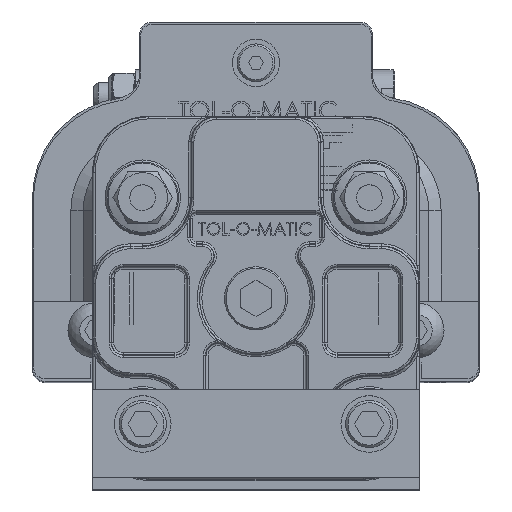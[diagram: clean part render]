
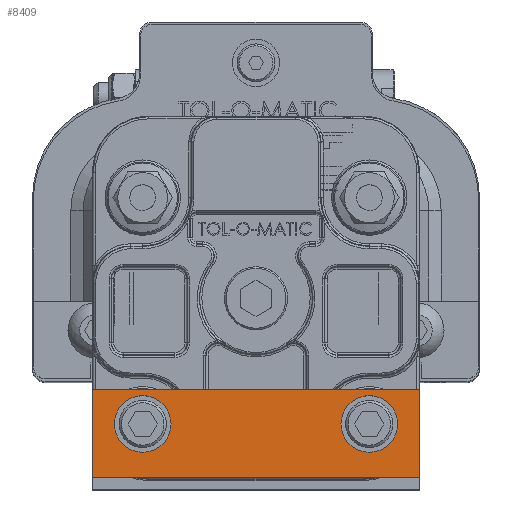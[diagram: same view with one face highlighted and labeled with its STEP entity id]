
A CAD part, top view. The second image highlights one B-rep face of the part: STEP entity #8409.
In plain terms, the highlighted face is planar.
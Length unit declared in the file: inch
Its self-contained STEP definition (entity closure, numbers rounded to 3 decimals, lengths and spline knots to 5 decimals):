
#58 = VERTEX_POINT ( 'NONE', #6531 ) ;
#402 = DIRECTION ( 'NONE',  ( -1., 0., 0. ) ) ;
#614 = CARTESIAN_POINT ( 'NONE',  ( -1.625, -0.531, -1. ) ) ;
#1386 = EDGE_CURVE ( 'NONE', #58, #42031, #17222, .T. ) ;
#3772 = DIRECTION ( 'NONE',  ( 0., 1., 0. ) ) ;
#3906 = DIRECTION ( 'NONE',  ( -1., 0., 0. ) ) ;
#3931 = DIRECTION ( 'NONE',  ( -1., 0., 0. ) ) ;
#4024 = LINE ( 'NONE', #51120, #32682 ) ;
#6505 = EDGE_CURVE ( 'NONE', #28377, #28377, #36866, .T. ) ;
#6531 = CARTESIAN_POINT ( 'NONE',  ( 1.625, -0.531, -1. ) ) ;
#7191 = VERTEX_POINT ( 'NONE', #23718 ) ;
#7277 = ORIENTED_EDGE ( 'NONE', *, *, #52742, .F. ) ;
#7794 = CARTESIAN_POINT ( 'NONE',  ( -1.125, 0., -1. ) ) ;
#8409 = ADVANCED_FACE ( 'NONE', ( #41227, #20327, #37094 ), #9550, .T. ) ;
#8998 = ORIENTED_EDGE ( 'NONE', *, *, #13376, .T. ) ;
#9550 = PLANE ( 'NONE',  #41408 ) ;
#11520 = CARTESIAN_POINT ( 'NONE',  ( -1.625, 0.344, -1. ) ) ;
#11802 = EDGE_LOOP ( 'NONE', ( #27363, #32361, #8998, #49131 ) ) ;
#12184 = CARTESIAN_POINT ( 'NONE',  ( 1.125, 0., -1. ) ) ;
#13376 = EDGE_CURVE ( 'NONE', #42031, #15415, #45607, .T. ) ;
#15415 = VERTEX_POINT ( 'NONE', #11520 ) ;
#16344 = EDGE_LOOP ( 'NONE', ( #21510 ) ) ;
#16613 = DIRECTION ( 'NONE',  ( 0., 0., -1. ) ) ;
#17222 = LINE ( 'NONE', #50813, #27413 ) ;
#19913 = AXIS2_PLACEMENT_3D ( 'NONE', #7794, #16613, #3931 ) ;
#20327 = FACE_BOUND ( 'NONE', #16344, .T. ) ;
#21374 = DIRECTION ( 'NONE',  ( 1., 0., 0. ) ) ;
#21428 = CARTESIAN_POINT ( 'NONE',  ( 1.625, 0.344, -1. ) ) ;
#21510 = ORIENTED_EDGE ( 'NONE', *, *, #6505, .F. ) ;
#23718 = CARTESIAN_POINT ( 'NONE',  ( -1.40625, 0., -1. ) ) ;
#27363 = ORIENTED_EDGE ( 'NONE', *, *, #48533, .T. ) ;
#27413 = VECTOR ( 'NONE', #402, 39.37008 ) ;
#28130 = DIRECTION ( 'NONE',  ( 0., -1., 0. ) ) ;
#28377 = VERTEX_POINT ( 'NONE', #45156 ) ;
#32361 = ORIENTED_EDGE ( 'NONE', *, *, #1386, .T. ) ;
#32469 = AXIS2_PLACEMENT_3D ( 'NONE', #12184, #45470, #3906 ) ;
#32682 = VECTOR ( 'NONE', #21374, 39.37008 ) ;
#34584 = DIRECTION ( 'NONE',  ( 0., 0., -1. ) ) ;
#36866 = CIRCLE ( 'NONE', #32469, 0.28125 ) ;
#37094 = FACE_OUTER_BOUND ( 'NONE', #11802, .T. ) ;
#37187 = CARTESIAN_POINT ( 'NONE',  ( 1.625, 0.344, -1. ) ) ;
#38181 = DIRECTION ( 'NONE',  ( -1., 0., 0. ) ) ;
#41227 = FACE_BOUND ( 'NONE', #52714, .T. ) ;
#41408 = AXIS2_PLACEMENT_3D ( 'NONE', #47256, #34584, #38181 ) ;
#42031 = VERTEX_POINT ( 'NONE', #614 ) ;
#42907 = EDGE_CURVE ( 'NONE', #15415, #54187, #4024, .T. ) ;
#43635 = CIRCLE ( 'NONE', #19913, 0.28125 ) ;
#45156 = CARTESIAN_POINT ( 'NONE',  ( 0.84375, 0., -1. ) ) ;
#45246 = VECTOR ( 'NONE', #28130, 39.37008 ) ;
#45438 = LINE ( 'NONE', #37187, #45246 ) ;
#45470 = DIRECTION ( 'NONE',  ( 0., 0., -1. ) ) ;
#45607 = LINE ( 'NONE', #50036, #54378 ) ;
#47256 = CARTESIAN_POINT ( 'NONE',  ( 1.625, -0.531, -1. ) ) ;
#48533 = EDGE_CURVE ( 'NONE', #54187, #58, #45438, .T. ) ;
#49131 = ORIENTED_EDGE ( 'NONE', *, *, #42907, .T. ) ;
#50036 = CARTESIAN_POINT ( 'NONE',  ( -1.625, 0.344, -1. ) ) ;
#50813 = CARTESIAN_POINT ( 'NONE',  ( 1.625, -0.531, -1. ) ) ;
#51120 = CARTESIAN_POINT ( 'NONE',  ( 1.625, 0.344, -1. ) ) ;
#52714 = EDGE_LOOP ( 'NONE', ( #7277 ) ) ;
#52742 = EDGE_CURVE ( 'NONE', #7191, #7191, #43635, .T. ) ;
#54187 = VERTEX_POINT ( 'NONE', #21428 ) ;
#54378 = VECTOR ( 'NONE', #3772, 39.37008 ) ;
